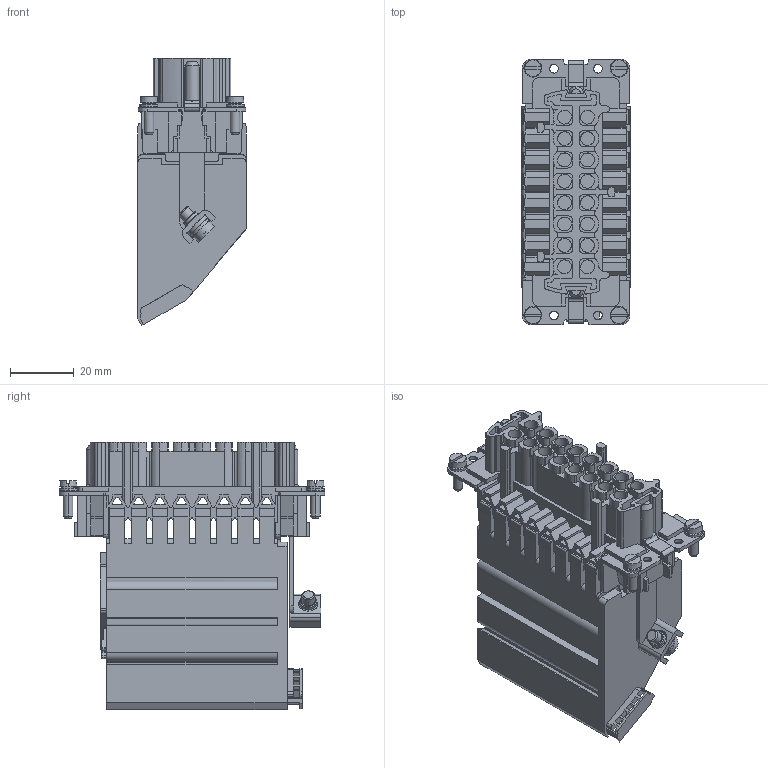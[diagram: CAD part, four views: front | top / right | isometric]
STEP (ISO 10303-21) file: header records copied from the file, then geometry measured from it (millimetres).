
FILE_DESCRIPTION(('CATIA V5 STEP Exchange','CAx-IF Rec.Pracs.--- Model Styling and Organization---1.4--- 2014-01-23'),'2;1');
FILE_NAME ('040143-6_0_1848620000_1848620000.stp','2020-07-02T10:00:51+00:00',('none'),('Weidmueller'),'CATIA Version 5-6 Release 2016 SP3 HF44','CATIA V5 STEP AP214','none');
FILE_SCHEMA(('AUTOMOTIVE_DESIGN { 1 0 10303 214 1 1 1 1 }'));
Products named in the file (1): 1848620000
Bounding box: 34 x 83.33 x 83.8 mm (x, y, z)
Volume: 103935.2 mm3; surface area: 43549.7 mm2
Topology: 4 solids, 4 shells, 2278 faces, 6630 edges, 4407 vertices
Faces by surface type: plane 1513, cylinder 723, cone 21, bspline 21
Entity records: 80556 total; most frequent: CARTESIAN_POINT 22392, ORIENTED_EDGE 13260, DIRECTION 10093, EDGE_CURVE 6630, VECTOR 4994, LINE 4994, VERTEX_POINT 4403, AXIS2_PLACEMENT_3D 2922
